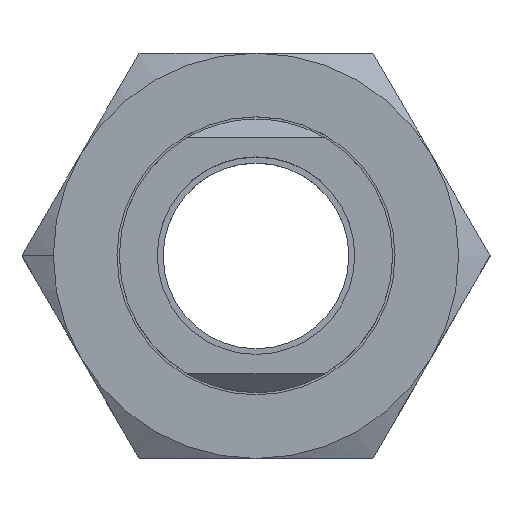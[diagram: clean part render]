
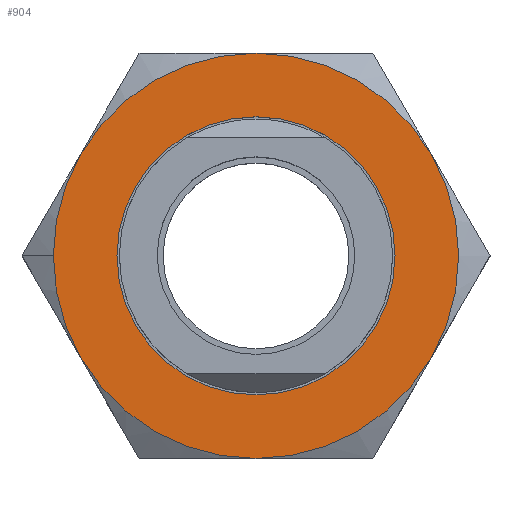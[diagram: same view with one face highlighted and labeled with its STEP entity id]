
A CAD part, top view. The second image highlights one B-rep face of the part: STEP entity #904.
In plain terms, the highlighted planar face has unit normal (0, 0, 1).
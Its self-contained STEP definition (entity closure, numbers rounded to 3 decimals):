
#594 = CARTESIAN_POINT ( 'NONE',  ( 0., 0., 10. ) ) ;
#600 = DIRECTION ( 'NONE',  ( 1., 0., 0. ) ) ;
#601 = AXIS2_PLACEMENT_3D ( 'NONE', #594, #602, #600 ) ;
#602 = DIRECTION ( 'NONE',  ( 0., 0., 1. ) ) ;
#603 = CIRCLE ( 'NONE', #601, 14.75 ) ;
#664 = DIRECTION ( 'NONE',  ( -1., 0., 0. ) ) ;
#671 = FACE_OUTER_BOUND ( 'NONE', #905, .T. ) ;
#672 = FACE_BOUND ( 'NONE', #903, .T. ) ;
#688 = PLANE ( 'NONE',  #694 ) ;
#692 = DIRECTION ( 'NONE',  ( 0., 0., -1. ) ) ;
#693 = CARTESIAN_POINT ( 'NONE',  ( 0., 21.5, 10. ) ) ;
#694 = AXIS2_PLACEMENT_3D ( 'NONE', #693, #692, #664 ) ;
#798 = CIRCLE ( 'NONE', #839, 21.5 ) ;
#836 = DIRECTION ( 'NONE',  ( 1., 0., 0. ) ) ;
#837 = DIRECTION ( 'NONE',  ( 0., 0., 1. ) ) ;
#838 = CARTESIAN_POINT ( 'NONE',  ( 0., 0., 10. ) ) ;
#839 = AXIS2_PLACEMENT_3D ( 'NONE', #838, #837, #836 ) ;
#861 = ORIENTED_EDGE ( 'NONE', *, *, #1161, .T. ) ;
#864 = ORIENTED_EDGE ( 'NONE', *, *, #1117, .T. ) ;
#899 = ORIENTED_EDGE ( 'NONE', *, *, #1200, .T. ) ;
#902 = ORIENTED_EDGE ( 'NONE', *, *, #1228, .T. ) ;
#903 = EDGE_LOOP ( 'NONE', ( #915, #917 ) ) ;
#904 = ADVANCED_FACE ( 'NONE', ( #672, #671 ), #688, .F. ) ;
#905 = EDGE_LOOP ( 'NONE', ( #906, #930, #902, #861, #899, #864, #916 ) ) ;
#906 = ORIENTED_EDGE ( 'NONE', *, *, #1144, .T. ) ;
#915 = ORIENTED_EDGE ( 'NONE', *, *, #922, .F. ) ;
#916 = ORIENTED_EDGE ( 'NONE', *, *, #1140, .T. ) ;
#917 = ORIENTED_EDGE ( 'NONE', *, *, #1240, .F. ) ;
#922 = EDGE_CURVE ( 'NONE', #1241, #1245, #603, .T. ) ;
#930 = ORIENTED_EDGE ( 'NONE', *, *, #1223, .T. ) ;
#1117 = EDGE_CURVE ( 'NONE', #1187, #1141, #798, .T. ) ;
#1140 = EDGE_CURVE ( 'NONE', #1141, #1156, #1410, .T. ) ;
#1141 = VERTEX_POINT ( 'NONE', #1417 ) ;
#1144 = EDGE_CURVE ( 'NONE', #1156, #1147, #1431, .T. ) ;
#1147 = VERTEX_POINT ( 'NONE', #1340 ) ;
#1156 = VERTEX_POINT ( 'NONE', #1390 ) ;
#1161 = EDGE_CURVE ( 'NONE', #1166, #1167, #1352, .T. ) ;
#1166 = VERTEX_POINT ( 'NONE', #1392 ) ;
#1167 = VERTEX_POINT ( 'NONE', #1373 ) ;
#1187 = VERTEX_POINT ( 'NONE', #1407 ) ;
#1200 = EDGE_CURVE ( 'NONE', #1167, #1187, #1344, .T. ) ;
#1223 = EDGE_CURVE ( 'NONE', #1147, #1224, #1649, .T. ) ;
#1224 = VERTEX_POINT ( 'NONE', #1644 ) ;
#1228 = EDGE_CURVE ( 'NONE', #1224, #1166, #1634, .T. ) ;
#1240 = EDGE_CURVE ( 'NONE', #1245, #1241, #1560, .T. ) ;
#1241 = VERTEX_POINT ( 'NONE', #1521 ) ;
#1245 = VERTEX_POINT ( 'NONE', #1530 ) ;
#1335 = DIRECTION ( 'NONE',  ( 1., 0., 0. ) ) ;
#1340 = CARTESIAN_POINT ( 'NONE',  ( 0., 21.5, 10. ) ) ;
#1344 = CIRCLE ( 'NONE', #1351, 21.5 ) ;
#1349 = CARTESIAN_POINT ( 'NONE',  ( 0., 0., 10. ) ) ;
#1350 = DIRECTION ( 'NONE',  ( 0., 0., 1. ) ) ;
#1351 = AXIS2_PLACEMENT_3D ( 'NONE', #1349, #1350, #1335 ) ;
#1352 = CIRCLE ( 'NONE', #1396, 21.5 ) ;
#1373 = CARTESIAN_POINT ( 'NONE',  ( -18.62, -10.75, 10. ) ) ;
#1390 = CARTESIAN_POINT ( 'NONE',  ( 18.62, 10.75, 10. ) ) ;
#1392 = CARTESIAN_POINT ( 'NONE',  ( -21.5, 0., 10. ) ) ;
#1393 = DIRECTION ( 'NONE',  ( 1., 0., 0. ) ) ;
#1394 = DIRECTION ( 'NONE',  ( 0., 0., 1. ) ) ;
#1395 = CARTESIAN_POINT ( 'NONE',  ( 0., 0., 10. ) ) ;
#1396 = AXIS2_PLACEMENT_3D ( 'NONE', #1395, #1394, #1393 ) ;
#1407 = CARTESIAN_POINT ( 'NONE',  ( 0., -21.5, 10. ) ) ;
#1410 = CIRCLE ( 'NONE', #1437, 21.5 ) ;
#1413 = DIRECTION ( 'NONE',  ( 1., 0., 0. ) ) ;
#1414 = DIRECTION ( 'NONE',  ( 0., 0., 1. ) ) ;
#1415 = CARTESIAN_POINT ( 'NONE',  ( 0., 0., 10. ) ) ;
#1416 = AXIS2_PLACEMENT_3D ( 'NONE', #1415, #1414, #1413 ) ;
#1417 = CARTESIAN_POINT ( 'NONE',  ( 18.62, -10.75, 10. ) ) ;
#1418 = DIRECTION ( 'NONE',  ( 1., 0., 0. ) ) ;
#1420 = DIRECTION ( 'NONE',  ( 0., 0., 1. ) ) ;
#1430 = CARTESIAN_POINT ( 'NONE',  ( 0., 0., 10. ) ) ;
#1431 = CIRCLE ( 'NONE', #1416, 21.5 ) ;
#1437 = AXIS2_PLACEMENT_3D ( 'NONE', #1430, #1420, #1418 ) ;
#1520 = AXIS2_PLACEMENT_3D ( 'NONE', #1536, #1535, #1552 ) ;
#1521 = CARTESIAN_POINT ( 'NONE',  ( 14.75, 0., 10. ) ) ;
#1530 = CARTESIAN_POINT ( 'NONE',  ( -14.75, 0., 10. ) ) ;
#1535 = DIRECTION ( 'NONE',  ( 0., 0., 1. ) ) ;
#1536 = CARTESIAN_POINT ( 'NONE',  ( 0., 0., 10. ) ) ;
#1552 = DIRECTION ( 'NONE',  ( 1., 0., 0. ) ) ;
#1560 = CIRCLE ( 'NONE', #1520, 14.75 ) ;
#1625 = DIRECTION ( 'NONE',  ( 1., 0., 0. ) ) ;
#1626 = DIRECTION ( 'NONE',  ( 0., 0., 1. ) ) ;
#1632 = CARTESIAN_POINT ( 'NONE',  ( 0., 0., 10. ) ) ;
#1633 = AXIS2_PLACEMENT_3D ( 'NONE', #1632, #1626, #1625 ) ;
#1634 = CIRCLE ( 'NONE', #1633, 21.5 ) ;
#1641 = DIRECTION ( 'NONE',  ( 0., 0., 1. ) ) ;
#1642 = CARTESIAN_POINT ( 'NONE',  ( 0., 0., 10. ) ) ;
#1643 = AXIS2_PLACEMENT_3D ( 'NONE', #1642, #1641, #1648 ) ;
#1644 = CARTESIAN_POINT ( 'NONE',  ( -18.62, 10.75, 10. ) ) ;
#1648 = DIRECTION ( 'NONE',  ( 1., 0., 0. ) ) ;
#1649 = CIRCLE ( 'NONE', #1643, 21.5 ) ;
